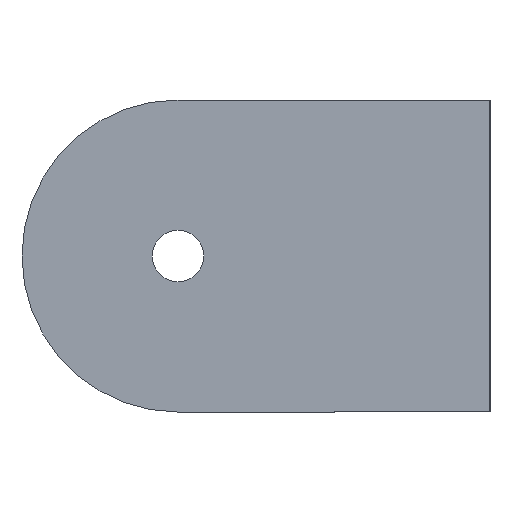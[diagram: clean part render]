
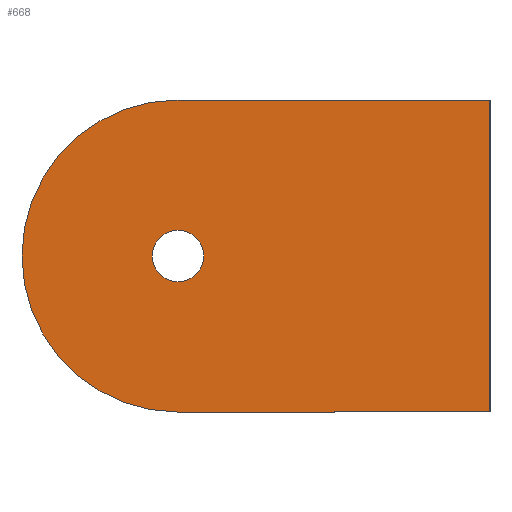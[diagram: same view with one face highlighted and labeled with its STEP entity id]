
A CAD part, left-side view. The second image highlights one B-rep face of the part: STEP entity #668.
In plain terms, the highlighted planar face has unit normal (-1, 0, 0).
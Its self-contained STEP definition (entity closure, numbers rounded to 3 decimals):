
#1 = DIRECTION ( 'NONE',  ( -1., 0., 0. ) ) ;
#33 = DIRECTION ( 'NONE',  ( 0., 0., 1. ) ) ;
#46 = CARTESIAN_POINT ( 'NONE',  ( 0., 0., -10. ) ) ;
#53 = EDGE_CURVE ( 'NONE', #155, #96, #509, .T. ) ;
#66 = DIRECTION ( 'NONE',  ( 0., 1., 0. ) ) ;
#83 = LINE ( 'NONE', #565, #443 ) ;
#96 = VERTEX_POINT ( 'NONE', #252 ) ;
#99 = EDGE_LOOP ( 'NONE', ( #245, #664, #236, #366 ) ) ;
#101 = VERTEX_POINT ( 'NONE', #453 ) ;
#107 = CARTESIAN_POINT ( 'NONE',  ( 0., 20., -10. ) ) ;
#112 = EDGE_LOOP ( 'NONE', ( #527, #162 ) ) ;
#114 = AXIS2_PLACEMENT_3D ( 'NONE', #546, #644, #374 ) ;
#116 = CARTESIAN_POINT ( 'NONE',  ( 0., 20., 1.65 ) ) ;
#155 = VERTEX_POINT ( 'NONE', #107 ) ;
#157 = DIRECTION ( 'NONE',  ( 1., 0., 0. ) ) ;
#162 = ORIENTED_EDGE ( 'NONE', *, *, #648, .F. ) ;
#170 = CARTESIAN_POINT ( 'NONE',  ( 0., 0., 10. ) ) ;
#173 = DIRECTION ( 'NONE',  ( 0., 0., 1. ) ) ;
#174 = CARTESIAN_POINT ( 'NONE',  ( 0., 0., -10. ) ) ;
#187 = CIRCLE ( 'NONE', #221, 1.65 ) ;
#215 = LINE ( 'NONE', #174, #311 ) ;
#218 = VERTEX_POINT ( 'NONE', #116 ) ;
#221 = AXIS2_PLACEMENT_3D ( 'NONE', #585, #1, #173 ) ;
#236 = ORIENTED_EDGE ( 'NONE', *, *, #677, .F. ) ;
#245 = ORIENTED_EDGE ( 'NONE', *, *, #340, .F. ) ;
#252 = CARTESIAN_POINT ( 'NONE',  ( 0., 20., 10. ) ) ;
#258 = CIRCLE ( 'NONE', #423, 1.65 ) ;
#260 = VERTEX_POINT ( 'NONE', #170 ) ;
#262 = DIRECTION ( 'NONE',  ( 0., 0., -1. ) ) ;
#299 = DIRECTION ( 'NONE',  ( 0., -1., 0. ) ) ;
#311 = VECTOR ( 'NONE', #66, 1000. ) ;
#339 = FACE_OUTER_BOUND ( 'NONE', #99, .T. ) ;
#340 = EDGE_CURVE ( 'NONE', #96, #260, #83, .T. ) ;
#366 = ORIENTED_EDGE ( 'NONE', *, *, #481, .F. ) ;
#374 = DIRECTION ( 'NONE',  ( 0., 0., 1. ) ) ;
#419 = DIRECTION ( 'NONE',  ( -1., 0., 0. ) ) ;
#423 = AXIS2_PLACEMENT_3D ( 'NONE', #468, #419, #592 ) ;
#443 = VECTOR ( 'NONE', #299, 1000. ) ;
#453 = CARTESIAN_POINT ( 'NONE',  ( 0., 20., -1.65 ) ) ;
#468 = CARTESIAN_POINT ( 'NONE',  ( 0., 20., 0. ) ) ;
#481 = EDGE_CURVE ( 'NONE', #260, #605, #582, .T. ) ;
#490 = PLANE ( 'NONE',  #114 ) ;
#509 = CIRCLE ( 'NONE', #541, 10. ) ;
#527 = ORIENTED_EDGE ( 'NONE', *, *, #613, .F. ) ;
#541 = AXIS2_PLACEMENT_3D ( 'NONE', #672, #157, #33 ) ;
#546 = CARTESIAN_POINT ( 'NONE',  ( 0., 20., 0. ) ) ;
#565 = CARTESIAN_POINT ( 'NONE',  ( 0., 0., 10. ) ) ;
#582 = LINE ( 'NONE', #627, #598 ) ;
#585 = CARTESIAN_POINT ( 'NONE',  ( 0., 20., 0. ) ) ;
#592 = DIRECTION ( 'NONE',  ( 0., 0., 1. ) ) ;
#598 = VECTOR ( 'NONE', #262, 1000. ) ;
#605 = VERTEX_POINT ( 'NONE', #46 ) ;
#613 = EDGE_CURVE ( 'NONE', #218, #101, #258, .T. ) ;
#627 = CARTESIAN_POINT ( 'NONE',  ( 0., 0., 10. ) ) ;
#639 = FACE_BOUND ( 'NONE', #112, .T. ) ;
#644 = DIRECTION ( 'NONE',  ( -1., 0., 0. ) ) ;
#648 = EDGE_CURVE ( 'NONE', #101, #218, #187, .T. ) ;
#664 = ORIENTED_EDGE ( 'NONE', *, *, #53, .F. ) ;
#668 = ADVANCED_FACE ( 'NONE', ( #639, #339 ), #490, .T. ) ;
#672 = CARTESIAN_POINT ( 'NONE',  ( 0., 20., 0. ) ) ;
#677 = EDGE_CURVE ( 'NONE', #605, #155, #215, .T. ) ;
